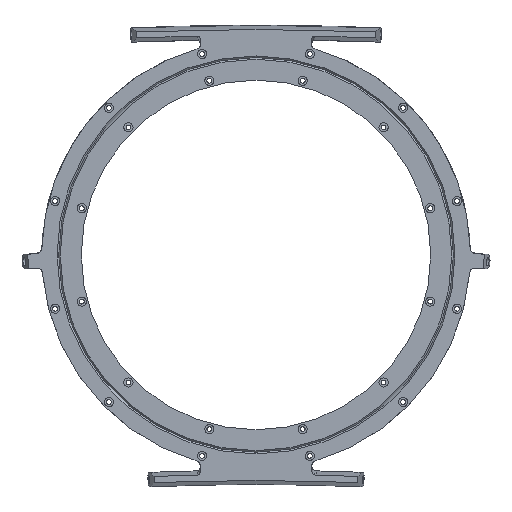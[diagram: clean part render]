
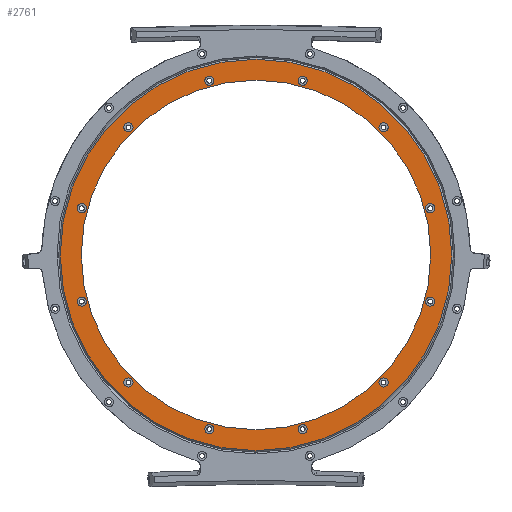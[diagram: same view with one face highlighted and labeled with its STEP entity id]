
A CAD part, front view. The second image highlights one B-rep face of the part: STEP entity #2761.
In plain terms, the highlighted planar face has unit normal (0, -1, 0).
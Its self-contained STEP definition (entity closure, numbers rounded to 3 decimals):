
#280=FACE_BOUND('',#577,.T.);
#281=FACE_BOUND('',#578,.T.);
#282=FACE_BOUND('',#579,.T.);
#283=FACE_BOUND('',#580,.T.);
#284=FACE_BOUND('',#581,.T.);
#285=FACE_BOUND('',#582,.T.);
#286=FACE_BOUND('',#583,.T.);
#287=FACE_BOUND('',#584,.T.);
#288=FACE_BOUND('',#585,.T.);
#289=FACE_BOUND('',#586,.T.);
#290=FACE_BOUND('',#587,.T.);
#291=FACE_BOUND('',#588,.T.);
#292=FACE_BOUND('',#589,.T.);
#362=PLANE('',#2956);
#407=FACE_OUTER_BOUND('',#576,.T.);
#576=EDGE_LOOP('',(#1902));
#577=EDGE_LOOP('',(#1903));
#578=EDGE_LOOP('',(#1904));
#579=EDGE_LOOP('',(#1905));
#580=EDGE_LOOP('',(#1906));
#581=EDGE_LOOP('',(#1907));
#582=EDGE_LOOP('',(#1908));
#583=EDGE_LOOP('',(#1909));
#584=EDGE_LOOP('',(#1910));
#585=EDGE_LOOP('',(#1911));
#586=EDGE_LOOP('',(#1912));
#587=EDGE_LOOP('',(#1913));
#588=EDGE_LOOP('',(#1914));
#589=EDGE_LOOP('',(#1915));
#1029=CIRCLE('',#2955,140.);
#1030=CIRCLE('',#2957,125.);
#1031=CIRCLE('',#2958,3.25);
#1032=CIRCLE('',#2959,3.25);
#1033=CIRCLE('',#2960,3.25);
#1034=CIRCLE('',#2961,3.25);
#1035=CIRCLE('',#2962,3.25);
#1036=CIRCLE('',#2963,3.25);
#1037=CIRCLE('',#2964,3.25);
#1038=CIRCLE('',#2965,3.25);
#1039=CIRCLE('',#2966,3.25);
#1040=CIRCLE('',#2967,3.25);
#1041=CIRCLE('',#2968,3.25);
#1042=CIRCLE('',#2969,3.25);
#1194=VERTEX_POINT('',#3960);
#1195=VERTEX_POINT('',#3964);
#1196=VERTEX_POINT('',#3966);
#1197=VERTEX_POINT('',#3968);
#1198=VERTEX_POINT('',#3970);
#1199=VERTEX_POINT('',#3972);
#1200=VERTEX_POINT('',#3974);
#1201=VERTEX_POINT('',#3976);
#1202=VERTEX_POINT('',#3978);
#1203=VERTEX_POINT('',#3980);
#1204=VERTEX_POINT('',#3982);
#1205=VERTEX_POINT('',#3984);
#1206=VERTEX_POINT('',#3986);
#1207=VERTEX_POINT('',#3988);
#1478=EDGE_CURVE('',#1194,#1194,#1029,.T.);
#1479=EDGE_CURVE('',#1195,#1195,#1030,.T.);
#1480=EDGE_CURVE('',#1196,#1196,#1031,.T.);
#1481=EDGE_CURVE('',#1197,#1197,#1032,.T.);
#1482=EDGE_CURVE('',#1198,#1198,#1033,.T.);
#1483=EDGE_CURVE('',#1199,#1199,#1034,.T.);
#1484=EDGE_CURVE('',#1200,#1200,#1035,.T.);
#1485=EDGE_CURVE('',#1201,#1201,#1036,.T.);
#1486=EDGE_CURVE('',#1202,#1202,#1037,.T.);
#1487=EDGE_CURVE('',#1203,#1203,#1038,.T.);
#1488=EDGE_CURVE('',#1204,#1204,#1039,.T.);
#1489=EDGE_CURVE('',#1205,#1205,#1040,.T.);
#1490=EDGE_CURVE('',#1206,#1206,#1041,.T.);
#1491=EDGE_CURVE('',#1207,#1207,#1042,.T.);
#1902=ORIENTED_EDGE('',*,*,#1478,.F.);
#1903=ORIENTED_EDGE('',*,*,#1479,.T.);
#1904=ORIENTED_EDGE('',*,*,#1480,.T.);
#1905=ORIENTED_EDGE('',*,*,#1481,.T.);
#1906=ORIENTED_EDGE('',*,*,#1482,.T.);
#1907=ORIENTED_EDGE('',*,*,#1483,.T.);
#1908=ORIENTED_EDGE('',*,*,#1484,.T.);
#1909=ORIENTED_EDGE('',*,*,#1485,.T.);
#1910=ORIENTED_EDGE('',*,*,#1486,.T.);
#1911=ORIENTED_EDGE('',*,*,#1487,.T.);
#1912=ORIENTED_EDGE('',*,*,#1488,.T.);
#1913=ORIENTED_EDGE('',*,*,#1489,.T.);
#1914=ORIENTED_EDGE('',*,*,#1490,.T.);
#1915=ORIENTED_EDGE('',*,*,#1491,.T.);
#2761=ADVANCED_FACE('',(#407,#280,#281,#282,#283,#284,#285,#286,#287,#288,
#289,#290,#291,#292),#362,.T.);
#2955=AXIS2_PLACEMENT_3D('',#3962,#3260,#3261);
#2956=AXIS2_PLACEMENT_3D('',#3963,#3262,#3263);
#2957=AXIS2_PLACEMENT_3D('',#3965,#3264,#3265);
#2958=AXIS2_PLACEMENT_3D('',#3967,#3266,#3267);
#2959=AXIS2_PLACEMENT_3D('',#3969,#3268,#3269);
#2960=AXIS2_PLACEMENT_3D('',#3971,#3270,#3271);
#2961=AXIS2_PLACEMENT_3D('',#3973,#3272,#3273);
#2962=AXIS2_PLACEMENT_3D('',#3975,#3274,#3275);
#2963=AXIS2_PLACEMENT_3D('',#3977,#3276,#3277);
#2964=AXIS2_PLACEMENT_3D('',#3979,#3278,#3279);
#2965=AXIS2_PLACEMENT_3D('',#3981,#3280,#3281);
#2966=AXIS2_PLACEMENT_3D('',#3983,#3282,#3283);
#2967=AXIS2_PLACEMENT_3D('',#3985,#3284,#3285);
#2968=AXIS2_PLACEMENT_3D('',#3987,#3286,#3287);
#2969=AXIS2_PLACEMENT_3D('',#3989,#3288,#3289);
#3260=DIRECTION('center_axis',(0.,1.,0.));
#3261=DIRECTION('ref_axis',(1.,0.,0.));
#3262=DIRECTION('center_axis',(0.,-1.,0.));
#3263=DIRECTION('ref_axis',(0.,0.,-1.));
#3264=DIRECTION('center_axis',(0.,1.,0.));
#3265=DIRECTION('ref_axis',(1.,0.,0.));
#3266=DIRECTION('center_axis',(0.,1.,0.));
#3267=DIRECTION('ref_axis',(1.,0.,0.));
#3268=DIRECTION('center_axis',(0.,1.,0.));
#3269=DIRECTION('ref_axis',(1.,0.,0.));
#3270=DIRECTION('center_axis',(0.,1.,0.));
#3271=DIRECTION('ref_axis',(1.,0.,0.));
#3272=DIRECTION('center_axis',(0.,1.,0.));
#3273=DIRECTION('ref_axis',(1.,0.,0.));
#3274=DIRECTION('center_axis',(0.,1.,0.));
#3275=DIRECTION('ref_axis',(1.,0.,0.));
#3276=DIRECTION('center_axis',(0.,1.,0.));
#3277=DIRECTION('ref_axis',(1.,0.,0.));
#3278=DIRECTION('center_axis',(0.,1.,0.));
#3279=DIRECTION('ref_axis',(1.,0.,0.));
#3280=DIRECTION('center_axis',(0.,1.,0.));
#3281=DIRECTION('ref_axis',(1.,0.,0.));
#3282=DIRECTION('center_axis',(0.,1.,0.));
#3283=DIRECTION('ref_axis',(1.,0.,0.));
#3284=DIRECTION('center_axis',(0.,1.,0.));
#3285=DIRECTION('ref_axis',(1.,0.,0.));
#3286=DIRECTION('center_axis',(0.,1.,0.));
#3287=DIRECTION('ref_axis',(1.,0.,0.));
#3288=DIRECTION('center_axis',(0.,1.,0.));
#3289=DIRECTION('ref_axis',(1.,0.,0.));
#3960=CARTESIAN_POINT('',(-140.,0.,0.));
#3962=CARTESIAN_POINT('Origin',(0.,0.,0.));
#3963=CARTESIAN_POINT('Origin',(141.,0.,0.));
#3964=CARTESIAN_POINT('',(-125.,0.,0.));
#3965=CARTESIAN_POINT('Origin',(0.,0.,0.));
#3966=CARTESIAN_POINT('',(30.138,0.,124.604));
#3967=CARTESIAN_POINT('Origin',(33.388,0.,124.604));
#3968=CARTESIAN_POINT('',(-36.638,0.,124.604));
#3969=CARTESIAN_POINT('Origin',(-33.388,0.,124.604));
#3970=CARTESIAN_POINT('',(-94.467,0.,91.217));
#3971=CARTESIAN_POINT('Origin',(-91.217,0.,91.217));
#3972=CARTESIAN_POINT('',(-127.854,0.,33.388));
#3973=CARTESIAN_POINT('Origin',(-124.604,0.,33.388));
#3974=CARTESIAN_POINT('',(-127.854,0.,-33.388));
#3975=CARTESIAN_POINT('Origin',(-124.604,0.,-33.388));
#3976=CARTESIAN_POINT('',(-94.467,0.,-91.217));
#3977=CARTESIAN_POINT('Origin',(-91.217,0.,-91.217));
#3978=CARTESIAN_POINT('',(-36.638,0.,-124.604));
#3979=CARTESIAN_POINT('Origin',(-33.388,0.,-124.604));
#3980=CARTESIAN_POINT('',(30.138,0.,-124.604));
#3981=CARTESIAN_POINT('Origin',(33.388,0.,-124.604));
#3982=CARTESIAN_POINT('',(87.967,0.,-91.217));
#3983=CARTESIAN_POINT('Origin',(91.217,0.,-91.217));
#3984=CARTESIAN_POINT('',(121.354,0.,-33.388));
#3985=CARTESIAN_POINT('Origin',(124.604,0.,-33.388));
#3986=CARTESIAN_POINT('',(121.354,0.,33.388));
#3987=CARTESIAN_POINT('Origin',(124.604,0.,33.388));
#3988=CARTESIAN_POINT('',(87.967,0.,91.217));
#3989=CARTESIAN_POINT('Origin',(91.217,0.,91.217));
